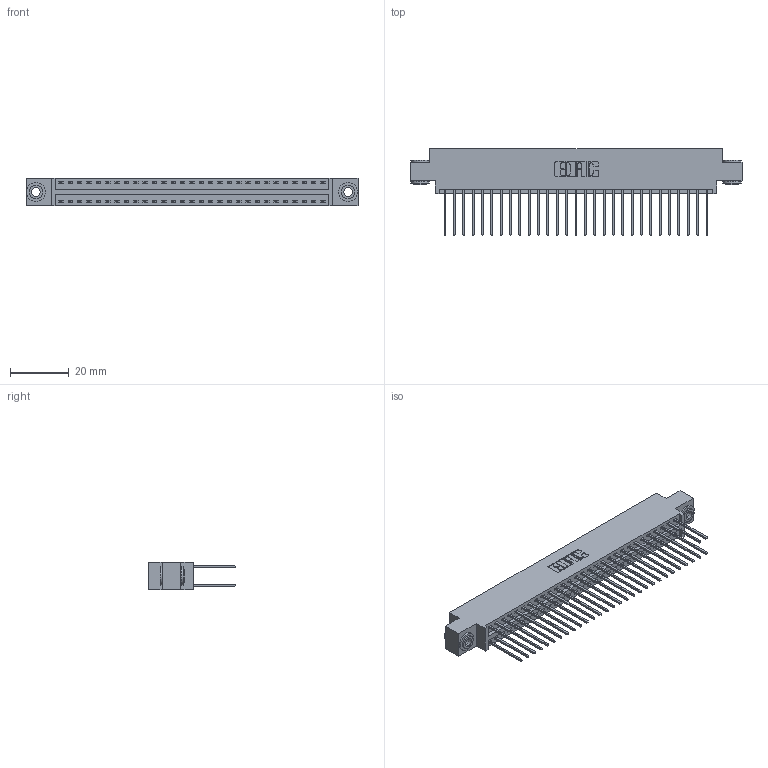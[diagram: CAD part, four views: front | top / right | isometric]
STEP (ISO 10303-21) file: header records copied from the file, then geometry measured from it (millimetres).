
FILE_DESCRIPTION (( 'STEP AP203' ), '1' );
FILE_NAME ('396-058-540-803.STEP', '2019-11-02T08:40:03', ( '' ), ( '' ), 'SwSTEP 2.0', 'SolidWorks 2016', '' );
FILE_SCHEMA (( 'CONFIG_CONTROL_DESIGN' ));
Length unit declared in the file: inch
Products named in the file (4): 345-292-001_345-293-140; 345-250-002_345-250-002-102; 396-058-540-803; 346 Part_0.170 Offset - 0.156 Dia-TH
Assembly tree (61 placements, depth 2):
  396-058-540-803
    346 Part_0.170 Offset - 0.156 Dia-TH
    345-292-001_345-293-140  x58
    345-250-002_345-250-002-102  x2
Bounding box: 112.65 x 29.46 x 9.4 mm (x, y, z)
Volume: 10968.4 mm3; surface area: 16306.2 mm2
Topology: 61 solids, 61 shells, 3180 faces, 9407 edges, 6190 vertices
Faces by surface type: plane 2120, cylinder 1052, cone 8
Entity records: 21476 total; most frequent: CARTESIAN_POINT 3535, ORIENTED_EDGE 3462, DIRECTION 3197, EDGE_CURVE 1731, LINE 1459, VECTOR 1459, VERTEX_POINT 1150, AXIS2_PLACEMENT_3D 869
